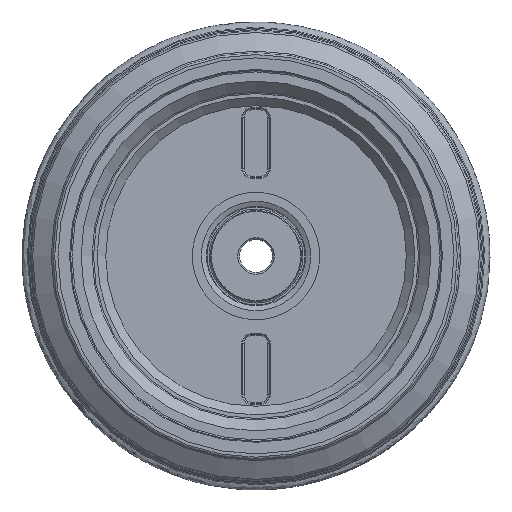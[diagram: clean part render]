
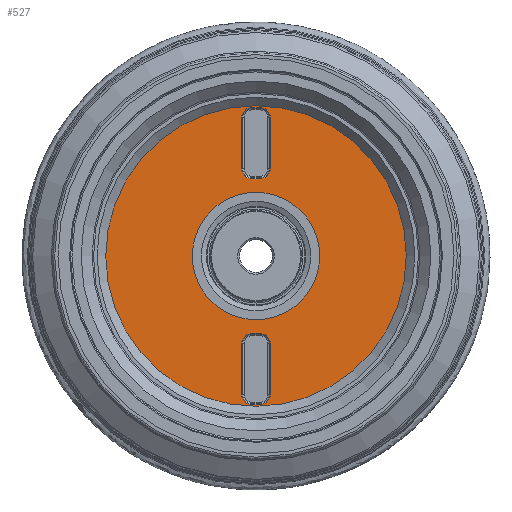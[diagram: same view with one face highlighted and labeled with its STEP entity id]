
A CAD part, top view. The second image highlights one B-rep face of the part: STEP entity #527.
In plain terms, the highlighted planar face has unit normal (0, 0, 1).
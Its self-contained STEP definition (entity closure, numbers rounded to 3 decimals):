
#307=LINE('',#3129,#371);
#308=LINE('',#3134,#372);
#309=LINE('',#3138,#373);
#310=LINE('',#3142,#374);
#311=LINE('',#3148,#375);
#312=LINE('',#3152,#376);
#313=LINE('',#3156,#377);
#314=LINE('',#3160,#378);
#371=VECTOR('',#2491,1.);
#372=VECTOR('',#2494,1.);
#373=VECTOR('',#2497,1.);
#374=VECTOR('',#2500,1.);
#375=VECTOR('',#2505,1.);
#376=VECTOR('',#2508,1.);
#377=VECTOR('',#2511,1.);
#378=VECTOR('',#2514,1.);
#490=PLANE('',#2146);
#527=ADVANCED_FACE('',(#691,#692,#693,#694),#490,.T.);
#691=FACE_BOUND('',#829,.T.);
#692=FACE_BOUND('',#830,.T.);
#693=FACE_BOUND('',#831,.T.);
#694=FACE_BOUND('',#832,.T.);
#829=EDGE_LOOP('',(#1017,#1018,#1019,#1020,#1021,#1022,#1023,#1024));
#830=EDGE_LOOP('',(#1025,#1026,#1027,#1028,#1029,#1030,#1031,#1032));
#831=EDGE_LOOP('',(#1033));
#832=EDGE_LOOP('',(#1034));
#1017=ORIENTED_EDGE('',*,*,#1501,.T.);
#1018=ORIENTED_EDGE('',*,*,#1502,.T.);
#1019=ORIENTED_EDGE('',*,*,#1503,.T.);
#1020=ORIENTED_EDGE('',*,*,#1504,.T.);
#1021=ORIENTED_EDGE('',*,*,#1505,.T.);
#1022=ORIENTED_EDGE('',*,*,#1506,.T.);
#1023=ORIENTED_EDGE('',*,*,#1507,.T.);
#1024=ORIENTED_EDGE('',*,*,#1508,.T.);
#1025=ORIENTED_EDGE('',*,*,#1509,.T.);
#1026=ORIENTED_EDGE('',*,*,#1510,.T.);
#1027=ORIENTED_EDGE('',*,*,#1511,.T.);
#1028=ORIENTED_EDGE('',*,*,#1512,.T.);
#1029=ORIENTED_EDGE('',*,*,#1513,.T.);
#1030=ORIENTED_EDGE('',*,*,#1514,.T.);
#1031=ORIENTED_EDGE('',*,*,#1515,.T.);
#1032=ORIENTED_EDGE('',*,*,#1516,.T.);
#1033=ORIENTED_EDGE('',*,*,#1517,.F.);
#1034=ORIENTED_EDGE('',*,*,#1518,.T.);
#1369=VERTEX_POINT('',#3130);
#1370=VERTEX_POINT('',#3131);
#1371=VERTEX_POINT('',#3133);
#1372=VERTEX_POINT('',#3135);
#1373=VERTEX_POINT('',#3137);
#1374=VERTEX_POINT('',#3139);
#1375=VERTEX_POINT('',#3141);
#1376=VERTEX_POINT('',#3143);
#1377=VERTEX_POINT('',#3146);
#1378=VERTEX_POINT('',#3147);
#1379=VERTEX_POINT('',#3149);
#1380=VERTEX_POINT('',#3151);
#1381=VERTEX_POINT('',#3153);
#1382=VERTEX_POINT('',#3155);
#1383=VERTEX_POINT('',#3157);
#1384=VERTEX_POINT('',#3159);
#1385=VERTEX_POINT('',#3162);
#1386=VERTEX_POINT('',#3164);
#1501=EDGE_CURVE('',#1369,#1370,#307,.T.);
#1502=EDGE_CURVE('',#1370,#1371,#1681,.T.);
#1503=EDGE_CURVE('',#1371,#1372,#308,.T.);
#1504=EDGE_CURVE('',#1372,#1373,#1682,.T.);
#1505=EDGE_CURVE('',#1373,#1374,#309,.T.);
#1506=EDGE_CURVE('',#1374,#1375,#1683,.T.);
#1507=EDGE_CURVE('',#1375,#1376,#310,.T.);
#1508=EDGE_CURVE('',#1376,#1369,#1684,.T.);
#1509=EDGE_CURVE('',#1377,#1378,#1685,.T.);
#1510=EDGE_CURVE('',#1378,#1379,#311,.T.);
#1511=EDGE_CURVE('',#1379,#1380,#1686,.T.);
#1512=EDGE_CURVE('',#1380,#1381,#312,.T.);
#1513=EDGE_CURVE('',#1381,#1382,#1687,.T.);
#1514=EDGE_CURVE('',#1382,#1383,#313,.T.);
#1515=EDGE_CURVE('',#1383,#1384,#1688,.T.);
#1516=EDGE_CURVE('',#1384,#1377,#314,.T.);
#1517=EDGE_CURVE('',#1385,#1385,#1689,.T.);
#1518=EDGE_CURVE('',#1386,#1386,#1690,.T.);
#1681=CIRCLE('',#2136,5.5);
#1682=CIRCLE('',#2137,5.5);
#1683=CIRCLE('',#2138,5.5);
#1684=CIRCLE('',#2139,5.5);
#1685=CIRCLE('',#2140,5.5);
#1686=CIRCLE('',#2141,5.5);
#1687=CIRCLE('',#2142,5.5);
#1688=CIRCLE('',#2143,5.5);
#1689=CIRCLE('',#2144,82.5);
#1690=CIRCLE('',#2145,35.);
#2136=AXIS2_PLACEMENT_3D('',#3132,#2492,#2493);
#2137=AXIS2_PLACEMENT_3D('',#3136,#2495,#2496);
#2138=AXIS2_PLACEMENT_3D('',#3140,#2498,#2499);
#2139=AXIS2_PLACEMENT_3D('',#3144,#2501,#2502);
#2140=AXIS2_PLACEMENT_3D('',#3145,#2503,#2504);
#2141=AXIS2_PLACEMENT_3D('',#3150,#2506,#2507);
#2142=AXIS2_PLACEMENT_3D('',#3154,#2509,#2510);
#2143=AXIS2_PLACEMENT_3D('',#3158,#2512,#2513);
#2144=AXIS2_PLACEMENT_3D('',#3161,#2515,#2516);
#2145=AXIS2_PLACEMENT_3D('',#3163,#2517,#2518);
#2146=AXIS2_PLACEMENT_3D('',#3165,#2519,#2520);
#2491=DIRECTION('',(0.,-1.,0.));
#2492=DIRECTION('',(0.,0.,-1.));
#2493=DIRECTION('',(-0.175,0.985,0.));
#2494=DIRECTION('',(-1.,0.,0.));
#2495=DIRECTION('',(0.,0.,-1.));
#2496=DIRECTION('',(-0.175,0.985,0.));
#2497=DIRECTION('',(0.,1.,0.));
#2498=DIRECTION('',(0.,0.,-1.));
#2499=DIRECTION('',(-0.175,0.985,0.));
#2500=DIRECTION('',(1.,0.,0.));
#2501=DIRECTION('',(0.,0.,-1.));
#2502=DIRECTION('',(-0.175,0.985,0.));
#2503=DIRECTION('',(0.,0.,-1.));
#2504=DIRECTION('',(-0.175,0.985,0.));
#2505=DIRECTION('',(0.,-1.,0.));
#2506=DIRECTION('',(0.,0.,-1.));
#2507=DIRECTION('',(-0.175,0.985,0.));
#2508=DIRECTION('',(-1.,0.,0.));
#2509=DIRECTION('',(0.,0.,-1.));
#2510=DIRECTION('',(-0.175,0.985,0.));
#2511=DIRECTION('',(0.,1.,0.));
#2512=DIRECTION('',(0.,0.,-1.));
#2513=DIRECTION('',(-0.175,0.985,0.));
#2514=DIRECTION('',(1.,0.,0.));
#2515=DIRECTION('',(0.,0.,-1.));
#2516=DIRECTION('',(-0.175,0.985,0.));
#2517=DIRECTION('',(0.,0.,-1.));
#2518=DIRECTION('',(-0.175,0.985,0.));
#2519=DIRECTION('',(0.,0.,1.));
#2520=DIRECTION('',(-0.175,0.985,0.));
#3129=CARTESIAN_POINT('',(7.8,-48.,-44.72));
#3130=CARTESIAN_POINT('',(7.8,-48.,-44.72));
#3131=CARTESIAN_POINT('',(7.8,-76.,-44.72));
#3132=CARTESIAN_POINT('',(2.3,-76.,-44.72));
#3133=CARTESIAN_POINT('',(2.3,-81.5,-44.72));
#3134=CARTESIAN_POINT('',(2.3,-81.5,-44.72));
#3135=CARTESIAN_POINT('',(-2.3,-81.5,-44.72));
#3136=CARTESIAN_POINT('',(-2.3,-76.,-44.72));
#3137=CARTESIAN_POINT('',(-7.8,-76.,-44.72));
#3138=CARTESIAN_POINT('',(-7.8,-76.,-44.72));
#3139=CARTESIAN_POINT('',(-7.8,-48.,-44.72));
#3140=CARTESIAN_POINT('',(-2.3,-48.,-44.72));
#3141=CARTESIAN_POINT('',(-2.3,-42.5,-44.72));
#3142=CARTESIAN_POINT('',(-2.3,-42.5,-44.72));
#3143=CARTESIAN_POINT('',(2.3,-42.5,-44.72));
#3144=CARTESIAN_POINT('',(2.3,-48.,-44.72));
#3145=CARTESIAN_POINT('',(2.3,76.,-44.72));
#3146=CARTESIAN_POINT('',(2.3,81.5,-44.72));
#3147=CARTESIAN_POINT('',(7.8,76.,-44.72));
#3148=CARTESIAN_POINT('',(7.8,76.,-44.72));
#3149=CARTESIAN_POINT('',(7.8,48.,-44.72));
#3150=CARTESIAN_POINT('',(2.3,48.,-44.72));
#3151=CARTESIAN_POINT('',(2.3,42.5,-44.72));
#3152=CARTESIAN_POINT('',(2.3,42.5,-44.72));
#3153=CARTESIAN_POINT('',(-2.3,42.5,-44.72));
#3154=CARTESIAN_POINT('',(-2.3,48.,-44.72));
#3155=CARTESIAN_POINT('',(-7.8,48.,-44.72));
#3156=CARTESIAN_POINT('',(-7.8,48.,-44.72));
#3157=CARTESIAN_POINT('',(-7.8,76.,-44.72));
#3158=CARTESIAN_POINT('',(-2.3,76.,-44.72));
#3159=CARTESIAN_POINT('',(-2.3,81.5,-44.72));
#3160=CARTESIAN_POINT('',(-2.3,81.5,-44.72));
#3161=CARTESIAN_POINT('',(0.,0.,-44.72));
#3162=CARTESIAN_POINT('',(-14.411,81.232,-44.72));
#3163=CARTESIAN_POINT('',(0.,0.,-44.72));
#3164=CARTESIAN_POINT('',(-6.114,34.462,-44.72));
#3165=CARTESIAN_POINT('',(-35.,0.,-44.72));
